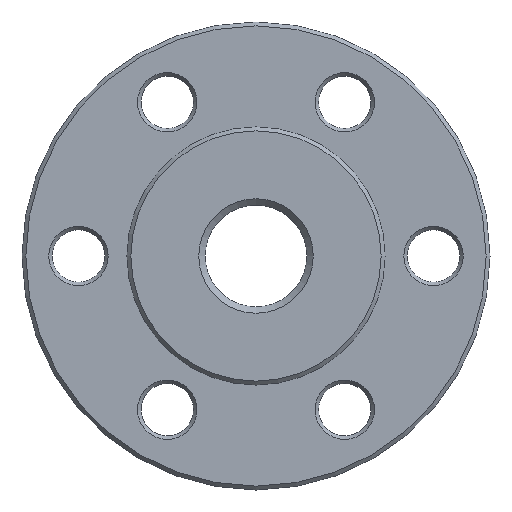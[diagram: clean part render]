
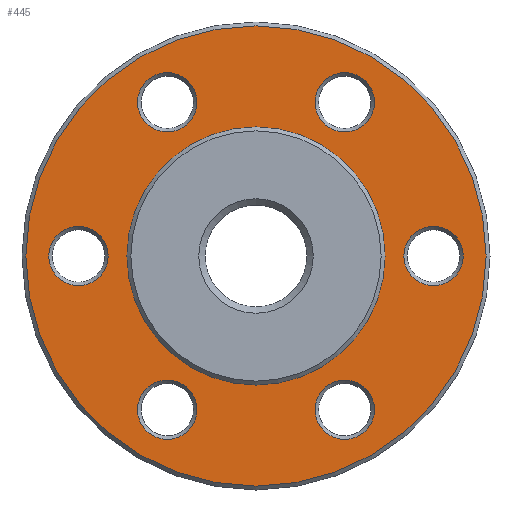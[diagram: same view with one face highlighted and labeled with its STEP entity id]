
A CAD part, front view. The second image highlights one B-rep face of the part: STEP entity #445.
In plain terms, the highlighted planar face has unit normal (0, -1, 0).
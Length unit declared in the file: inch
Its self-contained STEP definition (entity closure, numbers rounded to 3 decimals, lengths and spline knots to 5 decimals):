
#11 = CIRCLE ( 'NONE', #491, 0.23 ) ;
#22 = EDGE_LOOP ( 'NONE', ( #178 ) ) ;
#35 = DIRECTION ( 'NONE',  ( -1., 0., 0. ) ) ;
#36 = CIRCLE ( 'NONE', #338, 0.23 ) ;
#45 = CARTESIAN_POINT ( 'NONE',  ( -0.6875, -0.09547, -1.19078 ) ) ;
#47 = FACE_BOUND ( 'NONE', #525, .T. ) ;
#50 = DIRECTION ( 'NONE',  ( 0., 1., 0. ) ) ;
#54 = DIRECTION ( 'NONE',  ( -1., 0., 0. ) ) ;
#56 = DIRECTION ( 'NONE',  ( 0., 1., 0. ) ) ;
#59 = DIRECTION ( 'NONE',  ( 0., 0., 1. ) ) ;
#64 = AXIS2_PLACEMENT_3D ( 'NONE', #711, #218, #441 ) ;
#79 = EDGE_LOOP ( 'NONE', ( #241 ) ) ;
#92 = CARTESIAN_POINT ( 'NONE',  ( 1.375, -0.09547, 0.23 ) ) ;
#93 = FACE_BOUND ( 'NONE', #22, .T. ) ;
#98 = CIRCLE ( 'NONE', #64, 0.23 ) ;
#103 = DIRECTION ( 'NONE',  ( 0., 0., 1. ) ) ;
#108 = EDGE_LOOP ( 'NONE', ( #493 ) ) ;
#130 = EDGE_LOOP ( 'NONE', ( #366 ) ) ;
#147 = CARTESIAN_POINT ( 'NONE',  ( 0.6875, -0.09547, -0.96078 ) ) ;
#164 = FACE_BOUND ( 'NONE', #180, .T. ) ;
#178 = ORIENTED_EDGE ( 'NONE', *, *, #186, .T. ) ;
#180 = EDGE_LOOP ( 'NONE', ( #293 ) ) ;
#186 = EDGE_CURVE ( 'NONE', #320, #320, #416, .T. ) ;
#193 = AXIS2_PLACEMENT_3D ( 'NONE', #567, #56, #437 ) ;
#204 = VERTEX_POINT ( 'NONE', #359 ) ;
#208 = CARTESIAN_POINT ( 'NONE',  ( -0.6875, -0.09547, -0.96078 ) ) ;
#216 = DIRECTION ( 'NONE',  ( 0., 1., 0. ) ) ;
#218 = DIRECTION ( 'NONE',  ( 0., 1., 0. ) ) ;
#241 = ORIENTED_EDGE ( 'NONE', *, *, #279, .F. ) ;
#245 = DIRECTION ( 'NONE',  ( 0., -1., 0. ) ) ;
#261 = VERTEX_POINT ( 'NONE', #92 ) ;
#272 = FACE_BOUND ( 'NONE', #79, .T. ) ;
#275 = CARTESIAN_POINT ( 'NONE',  ( 0., -0.09547, 0. ) ) ;
#279 = EDGE_CURVE ( 'NONE', #362, #362, #344, .T. ) ;
#282 = ORIENTED_EDGE ( 'NONE', *, *, #715, .T. ) ;
#285 = ORIENTED_EDGE ( 'NONE', *, *, #464, .T. ) ;
#293 = ORIENTED_EDGE ( 'NONE', *, *, #373, .T. ) ;
#310 = DIRECTION ( 'NONE',  ( 0., 0., 1. ) ) ;
#313 = VERTEX_POINT ( 'NONE', #147 ) ;
#314 = FACE_BOUND ( 'NONE', #108, .T. ) ;
#317 = FACE_BOUND ( 'NONE', #448, .T. ) ;
#320 = VERTEX_POINT ( 'NONE', #367 ) ;
#326 = CARTESIAN_POINT ( 'NONE',  ( -1.8125, -0.09547, 0. ) ) ;
#338 = AXIS2_PLACEMENT_3D ( 'NONE', #532, #468, #310 ) ;
#344 = CIRCLE ( 'NONE', #440, 0.9995 ) ;
#359 = CARTESIAN_POINT ( 'NONE',  ( -1.7825, -0.09547, 0. ) ) ;
#362 = VERTEX_POINT ( 'NONE', #476 ) ;
#366 = ORIENTED_EDGE ( 'NONE', *, *, #559, .T. ) ;
#367 = CARTESIAN_POINT ( 'NONE',  ( 0.6875, -0.09547, 1.42078 ) ) ;
#373 = EDGE_CURVE ( 'NONE', #607, #607, #36, .T. ) ;
#380 = DIRECTION ( 'NONE',  ( 0., -1., 0. ) ) ;
#403 = CIRCLE ( 'NONE', #484, 0.23 ) ;
#408 = EDGE_CURVE ( 'NONE', #703, #703, #403, .T. ) ;
#415 = AXIS2_PLACEMENT_3D ( 'NONE', #326, #50, #35 ) ;
#416 = CIRCLE ( 'NONE', #193, 0.23 ) ;
#433 = FACE_OUTER_BOUND ( 'NONE', #130, .T. ) ;
#437 = DIRECTION ( 'NONE',  ( 0., 0., 1. ) ) ;
#439 = CIRCLE ( 'NONE', #725, 1.7825 ) ;
#440 = AXIS2_PLACEMENT_3D ( 'NONE', #477, #245, #543 ) ;
#441 = DIRECTION ( 'NONE',  ( 0., 0., 1. ) ) ;
#445 = ADVANCED_FACE ( 'NONE', ( #433, #604, #314, #317, #164, #93, #47, #272 ), #608, .F. ) ;
#448 = EDGE_LOOP ( 'NONE', ( #285 ) ) ;
#459 = AXIS2_PLACEMENT_3D ( 'NONE', #720, #216, #59 ) ;
#464 = EDGE_CURVE ( 'NONE', #664, #664, #98, .T. ) ;
#468 = DIRECTION ( 'NONE',  ( 0., 1., 0. ) ) ;
#476 = CARTESIAN_POINT ( 'NONE',  ( 0.9995, -0.09547, 0. ) ) ;
#477 = CARTESIAN_POINT ( 'NONE',  ( 0., -0.09547, 0. ) ) ;
#481 = CARTESIAN_POINT ( 'NONE',  ( -1.375, -0.09547, 0.23 ) ) ;
#484 = AXIS2_PLACEMENT_3D ( 'NONE', #45, #560, #103 ) ;
#491 = AXIS2_PLACEMENT_3D ( 'NONE', #727, #629, #676 ) ;
#493 = ORIENTED_EDGE ( 'NONE', *, *, #408, .T. ) ;
#525 = EDGE_LOOP ( 'NONE', ( #595 ) ) ;
#532 = CARTESIAN_POINT ( 'NONE',  ( -0.6875, -0.09547, 1.19078 ) ) ;
#542 = CARTESIAN_POINT ( 'NONE',  ( -0.6875, -0.09547, 1.42078 ) ) ;
#543 = DIRECTION ( 'NONE',  ( 1., 0., 0. ) ) ;
#559 = EDGE_CURVE ( 'NONE', #204, #204, #439, .T. ) ;
#560 = DIRECTION ( 'NONE',  ( 0., 1., 0. ) ) ;
#567 = CARTESIAN_POINT ( 'NONE',  ( 0.6875, -0.09547, 1.19078 ) ) ;
#573 = EDGE_LOOP ( 'NONE', ( #282 ) ) ;
#588 = EDGE_CURVE ( 'NONE', #261, #261, #667, .T. ) ;
#595 = ORIENTED_EDGE ( 'NONE', *, *, #588, .T. ) ;
#604 = FACE_BOUND ( 'NONE', #573, .T. ) ;
#607 = VERTEX_POINT ( 'NONE', #542 ) ;
#608 = PLANE ( 'NONE',  #415 ) ;
#629 = DIRECTION ( 'NONE',  ( 0., 1., 0. ) ) ;
#664 = VERTEX_POINT ( 'NONE', #481 ) ;
#667 = CIRCLE ( 'NONE', #459, 0.23 ) ;
#676 = DIRECTION ( 'NONE',  ( 0., 0., 1. ) ) ;
#703 = VERTEX_POINT ( 'NONE', #208 ) ;
#711 = CARTESIAN_POINT ( 'NONE',  ( -1.375, -0.09547, 0. ) ) ;
#715 = EDGE_CURVE ( 'NONE', #313, #313, #11, .T. ) ;
#720 = CARTESIAN_POINT ( 'NONE',  ( 1.375, -0.09547, 0. ) ) ;
#725 = AXIS2_PLACEMENT_3D ( 'NONE', #275, #380, #54 ) ;
#727 = CARTESIAN_POINT ( 'NONE',  ( 0.6875, -0.09547, -1.19078 ) ) ;
